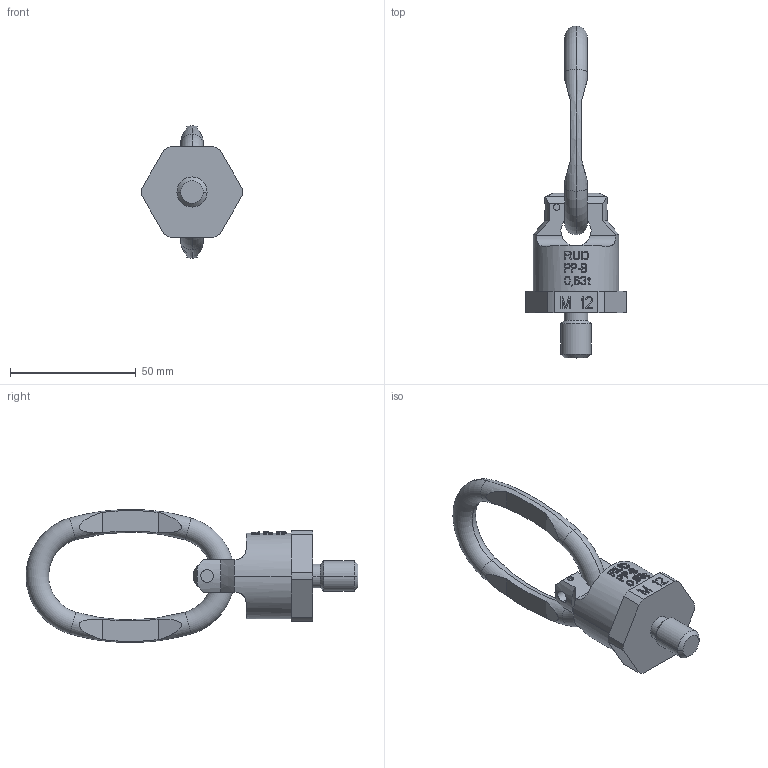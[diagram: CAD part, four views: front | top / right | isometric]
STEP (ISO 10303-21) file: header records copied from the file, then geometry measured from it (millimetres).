
FILE_DESCRIPTION((''),'2;1');
FILE_NAME('001-M31440-P11_ASM','2004-10-07T',('Leichs'),(''),'PRO/ENGINEER BY PARAMETRIC TECHNOLOGY CORPORATION, 2001400','PRO/ENGINEER BY PARAMETRIC TECHNOLOGY CORPORATION, 2001400','');
FILE_SCHEMA(('CONFIG_CONTROL_DESIGN'));
Length unit declared in the file: millimetre
Products named in the file (4): 001-M31440-005; 001-M31440-002; 001-M31290-006; 001-M31440-P11_ASM
Assembly tree (3 placements, depth 2):
  001-M31440-P11_ASM
    001-M31440-005
    001-M31440-002
    001-M31290-006
Bounding box: 39.99 x 132 x 52.78 mm (x, y, z)
Volume: 43257.6 mm3; surface area: 14887.8 mm2
Topology: 3 solids, 3 shells, 509 faces, 1403 edges, 930 vertices
Faces by surface type: plane 442, cylinder 51, cone 8, torus 8
Entity records: 16597 total; most frequent: CARTESIAN_POINT 4381, ORIENTED_EDGE 2806, DIRECTION 2081, EDGE_CURVE 1403, VERTEX_POINT 930, AXIS2_PLACEMENT_3D 696, VECTOR 689, LINE 689
